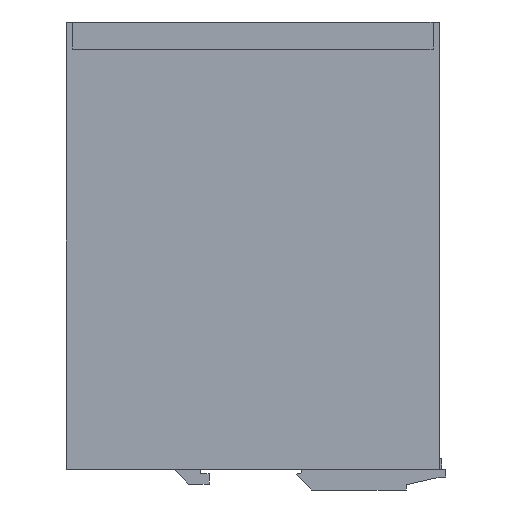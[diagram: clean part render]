
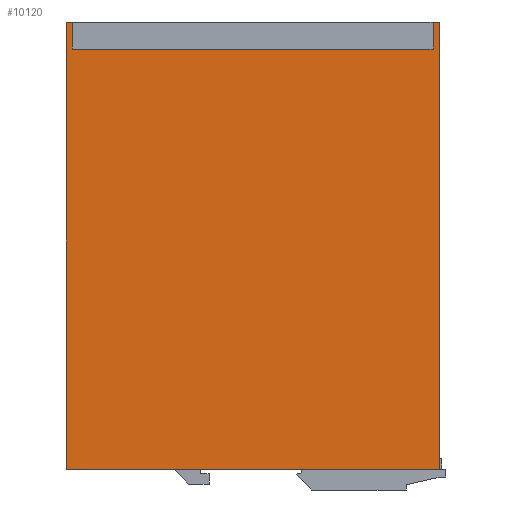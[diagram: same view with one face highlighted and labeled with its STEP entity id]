
A CAD part, left-side view. The second image highlights one B-rep face of the part: STEP entity #10120.
In plain terms, the highlighted planar face has unit normal (-1, 0, 0).
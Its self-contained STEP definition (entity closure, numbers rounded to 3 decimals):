
#280=VERTEX_POINT('',#13596);
#282=VERTEX_POINT('',#13599);
#285=VERTEX_POINT('',#13606);
#287=VERTEX_POINT('',#13610);
#288=VERTEX_POINT('',#13617);
#291=VERTEX_POINT('',#13623);
#481=VERTEX_POINT('',#14005);
#494=VERTEX_POINT('',#14042);
#1275=VECTOR('',#11404,1.);
#1281=VECTOR('',#11411,1.);
#1282=VECTOR('',#11413,1.);
#1284=VECTOR('',#11416,1.);
#1477=VECTOR('',#11611,1.);
#1495=VECTOR('',#11635,1.);
#1496=VECTOR('',#11636,1.);
#2713=LINE('',#13598,#1275);
#2719=LINE('',#13611,#1281);
#2720=LINE('',#13613,#1282);
#2722=LINE('',#13616,#1284);
#2915=LINE('',#14004,#1477);
#2933=LINE('',#14041,#1495);
#2934=LINE('',#14043,#1496);
#4151=EDGE_CURVE('',#282,#280,#2713,.T.);
#4157=EDGE_CURVE('',#285,#287,#2719,.T.);
#4158=EDGE_CURVE('',#287,#282,#2720,.T.);
#4160=EDGE_CURVE('',#288,#285,#2722,.T.);
#4165=EDGE_CURVE('',#280,#291,#2722,.T.);
#4355=EDGE_CURVE('',#481,#288,#2915,.T.);
#4373=EDGE_CURVE('',#291,#494,#2933,.T.);
#4374=EDGE_CURVE('',#481,#494,#2934,.T.);
#5872=ORIENTED_EDGE('',*,*,#4151,.T.);
#5873=ORIENTED_EDGE('',*,*,#4165,.T.);
#5874=ORIENTED_EDGE('',*,*,#4373,.T.);
#5875=ORIENTED_EDGE('',*,*,#4374,.F.);
#5876=ORIENTED_EDGE('',*,*,#4355,.T.);
#5877=ORIENTED_EDGE('',*,*,#4160,.T.);
#5878=ORIENTED_EDGE('',*,*,#4157,.T.);
#5879=ORIENTED_EDGE('',*,*,#4158,.T.);
#8677=EDGE_LOOP('',(#5872,#5873,#5874,#5875,#5876,#5877,#5878,#5879));
#9421=FACE_BOUND('',#8677,.T.);
#10120=ADVANCED_FACE('',(#9421),#16711,.F.);
#10739=AXIS2_PLACEMENT_3D('',#14040,#11634,$);
#11404=DIRECTION('',(0.,0.,1.));
#11411=DIRECTION('',(0.,0.,-1.));
#11413=DIRECTION('',(0.,1.,0.));
#11416=DIRECTION('',(0.,1.,0.));
#11611=DIRECTION('',(0.,0.,1.));
#11634=DIRECTION('',(1.,0.,0.));
#11635=DIRECTION('',(0.,0.,-1.));
#11636=DIRECTION('',(0.,1.,0.));
#13596=CARTESIAN_POINT('',(-27.5,61.4,76.05));
#13598=CARTESIAN_POINT('',(-27.5,61.4,35.775));
#13599=CARTESIAN_POINT('',(-27.5,61.4,67.05));
#13606=CARTESIAN_POINT('',(-27.5,-61.4,76.05));
#13610=CARTESIAN_POINT('',(-27.5,-61.4,67.05));
#13611=CARTESIAN_POINT('',(-27.5,-61.4,35.775));
#13613=CARTESIAN_POINT('',(-27.5,0.,67.05));
#13616=CARTESIAN_POINT('',(-27.5,-63.5,76.05));
#13617=CARTESIAN_POINT('',(-27.5,-63.5,76.05));
#13623=CARTESIAN_POINT('',(-27.5,63.5,76.05));
#14004=CARTESIAN_POINT('',(-27.5,-63.5,-76.05));
#14005=CARTESIAN_POINT('',(-27.5,-63.5,-76.05));
#14040=CARTESIAN_POINT('',(-27.5,0.,0.));
#14041=CARTESIAN_POINT('',(-27.5,63.5,76.05));
#14042=CARTESIAN_POINT('',(-27.5,63.5,-76.05));
#14043=CARTESIAN_POINT('',(-27.5,-63.5,-76.05));
#16711=PLANE('',#10739);
